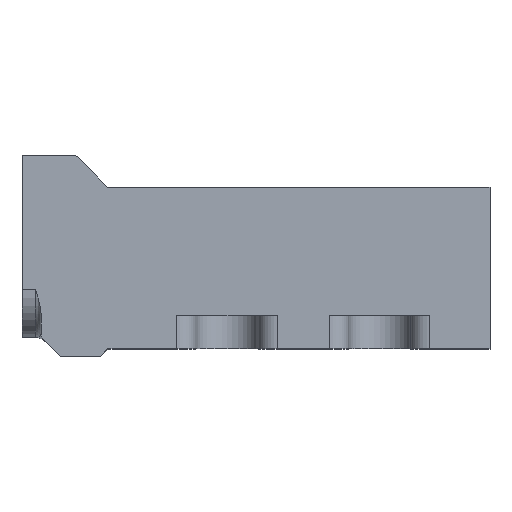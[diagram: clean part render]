
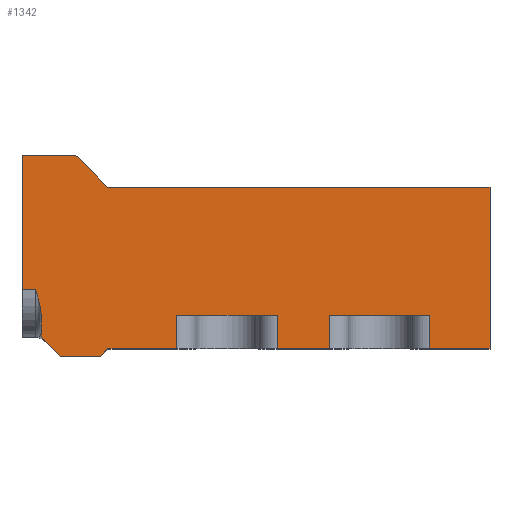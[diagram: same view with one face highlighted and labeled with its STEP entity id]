
A CAD part, top view. The second image highlights one B-rep face of the part: STEP entity #1342.
In plain terms, the highlighted planar face has unit normal (0, 0, 1).
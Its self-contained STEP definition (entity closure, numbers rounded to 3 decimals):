
#26=B_SPLINE_CURVE_WITH_KNOTS('',3,(#2126,#2127,#2128,#2129),
 .UNSPECIFIED.,.F.,.F.,(4,4),(0.513,0.759),
 .UNSPECIFIED.);
#106=CIRCLE('',#1456,1.);
#107=CIRCLE('',#1457,1.4);
#167=FACE_OUTER_BOUND('',#241,.T.);
#241=EDGE_LOOP('',(#987,#988,#989,#990,#991,#992,#993,#994,#995,#996,#997,
#998,#999,#1000,#1001,#1002,#1003,#1004,#1005,#1006,#1007,#1008));
#326=LINE('',#1989,#448);
#329=LINE('',#2001,#451);
#332=LINE('',#2013,#454);
#364=LINE('',#2106,#486);
#366=LINE('',#2112,#488);
#367=LINE('',#2114,#489);
#368=LINE('',#2116,#490);
#369=LINE('',#2118,#491);
#370=LINE('',#2120,#492);
#371=LINE('',#2122,#493);
#372=LINE('',#2124,#494);
#373=LINE('',#2131,#495);
#374=LINE('',#2137,#496);
#375=LINE('',#2139,#497);
#376=LINE('',#2140,#498);
#377=LINE('',#2142,#499);
#378=LINE('',#2144,#500);
#379=LINE('',#2145,#501);
#380=LINE('',#2146,#502);
#448=VECTOR('',#1585,10.);
#451=VECTOR('',#1594,10.);
#454=VECTOR('',#1603,10.);
#486=VECTOR('',#1675,10.);
#488=VECTOR('',#1681,10.);
#489=VECTOR('',#1682,10.);
#490=VECTOR('',#1683,10.);
#491=VECTOR('',#1684,10.);
#492=VECTOR('',#1685,10.);
#493=VECTOR('',#1686,10.);
#494=VECTOR('',#1687,10.);
#495=VECTOR('',#1688,10.);
#496=VECTOR('',#1693,10.);
#497=VECTOR('',#1694,10.);
#498=VECTOR('',#1695,10.);
#499=VECTOR('',#1696,10.);
#500=VECTOR('',#1697,10.);
#501=VECTOR('',#1698,10.);
#502=VECTOR('',#1699,10.);
#566=VERTEX_POINT('',#1986);
#567=VERTEX_POINT('',#1988);
#572=VERTEX_POINT('',#1998);
#573=VERTEX_POINT('',#2000);
#578=VERTEX_POINT('',#2010);
#579=VERTEX_POINT('',#2012);
#616=VERTEX_POINT('',#2105);
#618=VERTEX_POINT('',#2111);
#619=VERTEX_POINT('',#2113);
#620=VERTEX_POINT('',#2115);
#621=VERTEX_POINT('',#2117);
#622=VERTEX_POINT('',#2119);
#623=VERTEX_POINT('',#2121);
#624=VERTEX_POINT('',#2123);
#625=VERTEX_POINT('',#2125);
#626=VERTEX_POINT('',#2130);
#627=VERTEX_POINT('',#2132);
#628=VERTEX_POINT('',#2134);
#629=VERTEX_POINT('',#2136);
#630=VERTEX_POINT('',#2138);
#631=VERTEX_POINT('',#2141);
#632=VERTEX_POINT('',#2143);
#703=EDGE_CURVE('',#567,#566,#326,.T.);
#709=EDGE_CURVE('',#573,#572,#329,.T.);
#715=EDGE_CURVE('',#579,#578,#332,.T.);
#761=EDGE_CURVE('',#567,#616,#364,.T.);
#764=EDGE_CURVE('',#618,#616,#366,.T.);
#765=EDGE_CURVE('',#619,#566,#367,.T.);
#766=EDGE_CURVE('',#620,#619,#368,.T.);
#767=EDGE_CURVE('',#620,#621,#369,.T.);
#768=EDGE_CURVE('',#622,#621,#370,.T.);
#769=EDGE_CURVE('',#623,#622,#371,.T.);
#770=EDGE_CURVE('',#624,#623,#372,.T.);
#771=EDGE_CURVE('',#625,#624,#26,.T.);
#772=EDGE_CURVE('',#626,#625,#373,.F.);
#773=EDGE_CURVE('',#627,#626,#106,.T.);
#774=EDGE_CURVE('',#628,#627,#107,.T.);
#775=EDGE_CURVE('',#629,#628,#374,.T.);
#776=EDGE_CURVE('',#629,#630,#375,.T.);
#777=EDGE_CURVE('',#579,#630,#376,.T.);
#778=EDGE_CURVE('',#631,#578,#377,.T.);
#779=EDGE_CURVE('',#631,#632,#378,.T.);
#780=EDGE_CURVE('',#573,#632,#379,.T.);
#781=EDGE_CURVE('',#618,#572,#380,.T.);
#987=ORIENTED_EDGE('',*,*,#764,.T.);
#988=ORIENTED_EDGE('',*,*,#761,.F.);
#989=ORIENTED_EDGE('',*,*,#703,.T.);
#990=ORIENTED_EDGE('',*,*,#765,.F.);
#991=ORIENTED_EDGE('',*,*,#766,.F.);
#992=ORIENTED_EDGE('',*,*,#767,.T.);
#993=ORIENTED_EDGE('',*,*,#768,.F.);
#994=ORIENTED_EDGE('',*,*,#769,.F.);
#995=ORIENTED_EDGE('',*,*,#770,.F.);
#996=ORIENTED_EDGE('',*,*,#771,.F.);
#997=ORIENTED_EDGE('',*,*,#772,.F.);
#998=ORIENTED_EDGE('',*,*,#773,.F.);
#999=ORIENTED_EDGE('',*,*,#774,.F.);
#1000=ORIENTED_EDGE('',*,*,#775,.F.);
#1001=ORIENTED_EDGE('',*,*,#776,.T.);
#1002=ORIENTED_EDGE('',*,*,#777,.F.);
#1003=ORIENTED_EDGE('',*,*,#715,.T.);
#1004=ORIENTED_EDGE('',*,*,#778,.F.);
#1005=ORIENTED_EDGE('',*,*,#779,.T.);
#1006=ORIENTED_EDGE('',*,*,#780,.F.);
#1007=ORIENTED_EDGE('',*,*,#709,.T.);
#1008=ORIENTED_EDGE('',*,*,#781,.F.);
#1301=PLANE('',#1455);
#1342=ADVANCED_FACE('',(#167),#1301,.T.);
#1455=AXIS2_PLACEMENT_3D('',#2110,#1679,#1680);
#1456=AXIS2_PLACEMENT_3D('',#2133,#1689,#1690);
#1457=AXIS2_PLACEMENT_3D('',#2135,#1691,#1692);
#1585=DIRECTION('',(1.,0.,0.));
#1594=DIRECTION('',(1.,0.,0.));
#1603=DIRECTION('',(1.,0.,0.));
#1675=DIRECTION('',(0.,1.,0.));
#1679=DIRECTION('center_axis',(0.,0.,1.));
#1680=DIRECTION('ref_axis',(1.,0.,0.));
#1681=DIRECTION('',(1.,0.,0.));
#1682=DIRECTION('',(0.,-1.,0.));
#1683=DIRECTION('',(1.,0.,0.));
#1684=DIRECTION('',(-0.707,0.707,0.));
#1685=DIRECTION('',(1.,0.,0.));
#1686=DIRECTION('',(0.,1.,0.));
#1687=DIRECTION('',(-1.,0.,0.));
#1688=DIRECTION('',(0.,-1.,0.));
#1689=DIRECTION('center_axis',(0.,0.,-1.));
#1690=DIRECTION('ref_axis',(-0.911,-0.413,0.));
#1691=DIRECTION('center_axis',(0.,0.,1.));
#1692=DIRECTION('ref_axis',(0.383,0.924,0.));
#1693=DIRECTION('',(-0.707,0.707,0.));
#1694=DIRECTION('',(1.,0.,0.));
#1695=DIRECTION('',(-0.707,-0.707,0.));
#1696=DIRECTION('',(0.,-1.,0.));
#1697=DIRECTION('',(1.,0.,0.));
#1698=DIRECTION('',(0.,1.,0.));
#1699=DIRECTION('',(0.,-1.,0.));
#1986=CARTESIAN_POINT('',(240.483,94.931,10.));
#1988=CARTESIAN_POINT('',(234.197,94.931,10.));
#1989=CARTESIAN_POINT('',(205.983,94.931,10.));
#1998=CARTESIAN_POINT('',(223.697,94.931,10.));
#2000=CARTESIAN_POINT('',(218.197,94.931,10.));
#2001=CARTESIAN_POINT('',(205.983,94.931,10.));
#2010=CARTESIAN_POINT('',(207.697,94.931,10.));
#2012=CARTESIAN_POINT('',(200.483,94.931,10.));
#2013=CARTESIAN_POINT('',(205.983,94.931,10.));
#2105=CARTESIAN_POINT('',(234.197,98.431,10.));
#2106=CARTESIAN_POINT('',(234.197,95.306,10.));
#2110=CARTESIAN_POINT('Origin',(191.483,95.181,10.));
#2111=CARTESIAN_POINT('',(223.697,98.431,10.));
#2112=CARTESIAN_POINT('',(210.215,98.431,10.));
#2113=CARTESIAN_POINT('',(240.483,111.831,10.));
#2114=CARTESIAN_POINT('',(240.483,115.181,10.));
#2115=CARTESIAN_POINT('',(200.483,111.831,10.));
#2116=CARTESIAN_POINT('',(200.483,111.831,10.));
#2117=CARTESIAN_POINT('',(197.133,115.181,10.));
#2118=CARTESIAN_POINT('',(200.438,111.876,10.));
#2119=CARTESIAN_POINT('',(191.483,115.181,10.));
#2120=CARTESIAN_POINT('',(191.483,115.181,10.));
#2121=CARTESIAN_POINT('',(191.483,101.131,10.));
#2122=CARTESIAN_POINT('',(191.483,95.181,10.));
#2123=CARTESIAN_POINT('',(192.883,101.131,10.));
#2124=CARTESIAN_POINT('',(191.483,101.131,10.));
#2125=CARTESIAN_POINT('',(193.483,98.609,10.));
#2126=CARTESIAN_POINT('Ctrl Pts',(193.483,98.609,10.));
#2127=CARTESIAN_POINT('Ctrl Pts',(193.483,99.429,10.));
#2128=CARTESIAN_POINT('Ctrl Pts',(193.152,100.356,10.));
#2129=CARTESIAN_POINT('Ctrl Pts',(192.883,101.131,10.));
#2130=CARTESIAN_POINT('',(193.483,96.538,10.));
#2131=CARTESIAN_POINT('',(193.483,95.656,10.));
#2132=CARTESIAN_POINT('',(193.825,95.785,10.));
#2133=CARTESIAN_POINT('Origin',(194.483,96.538,10.));
#2134=CARTESIAN_POINT('',(193.893,95.721,10.));
#2135=CARTESIAN_POINT('Origin',(192.903,94.731,10.));
#2136=CARTESIAN_POINT('',(195.483,94.131,10.));
#2137=CARTESIAN_POINT('',(193.721,95.894,10.));
#2138=CARTESIAN_POINT('',(199.683,94.131,10.));
#2139=CARTESIAN_POINT('',(191.483,94.131,10.));
#2140=CARTESIAN_POINT('',(198.096,92.544,10.));
#2141=CARTESIAN_POINT('',(207.697,98.431,10.));
#2142=CARTESIAN_POINT('',(207.697,95.306,10.));
#2143=CARTESIAN_POINT('',(218.197,98.431,10.));
#2144=CARTESIAN_POINT('',(202.215,98.431,10.));
#2145=CARTESIAN_POINT('',(218.197,95.306,10.));
#2146=CARTESIAN_POINT('',(223.697,95.306,10.));
